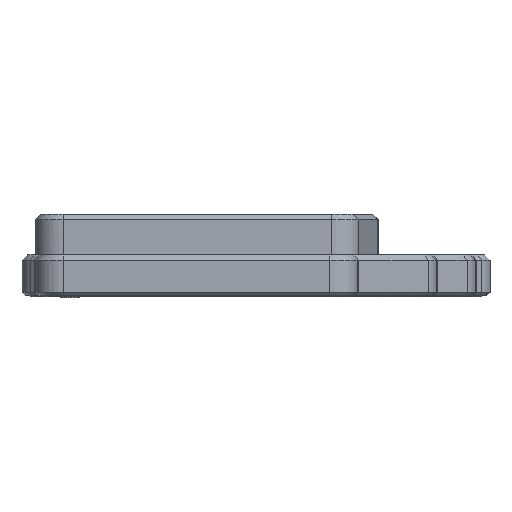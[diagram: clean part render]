
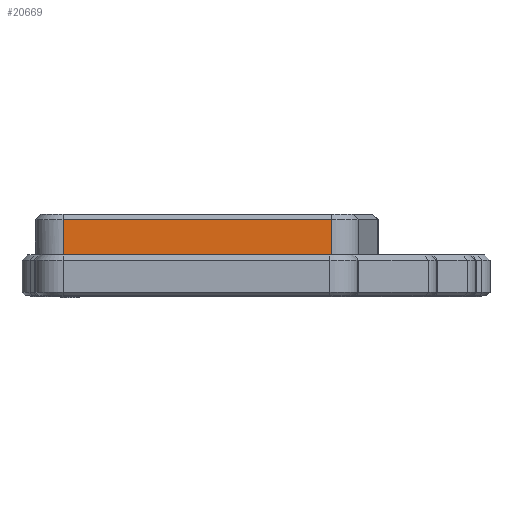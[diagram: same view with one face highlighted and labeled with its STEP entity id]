
A CAD part, left-side view. The second image highlights one B-rep face of the part: STEP entity #20669.
In plain terms, the highlighted planar face has unit normal (-1, 0, 0).
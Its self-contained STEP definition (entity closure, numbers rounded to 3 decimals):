
#572=CARTESIAN_POINT('',(-16.56,-38.776,4.1));
#573=VERTEX_POINT('',#572);
#581=CARTESIAN_POINT('',(-16.56,-38.776,10.8));
#582=VERTEX_POINT('',#581);
#583=CARTESIAN_POINT('',(-16.56,-38.776,10.8));
#584=DIRECTION('',(-0.,0.,-1.));
#585=VECTOR('',#584,6.7);
#586=LINE('',#583,#585);
#587=EDGE_CURVE('',#582,#573,#586,.T.);
#2898=CARTESIAN_POINT('',(-16.56,-89.676,4.1));
#2899=VERTEX_POINT('',#2898);
#2907=CARTESIAN_POINT('',(-16.56,-89.676,4.1));
#2908=DIRECTION('',(0.,1.,0.));
#2909=VECTOR('',#2908,50.9);
#2910=LINE('',#2907,#2909);
#2911=EDGE_CURVE('',#2899,#573,#2910,.T.);
#20635=CARTESIAN_POINT('',(-16.56,-89.676,10.8));
#20636=VERTEX_POINT('',#20635);
#20644=CARTESIAN_POINT('',(-16.56,-89.676,10.8));
#20645=DIRECTION('',(0.,0.,-1.));
#20646=VECTOR('',#20645,6.7);
#20647=LINE('',#20644,#20646);
#20648=EDGE_CURVE('',#20636,#2899,#20647,.T.);
#20653=CARTESIAN_POINT('',(-16.56,-32.041,11.65));
#20654=DIRECTION('',(-1.,0.,0.));
#20655=DIRECTION('',(0.,0.,-1.));
#20656=AXIS2_PLACEMENT_3D('',#20653,#20654,#20655);
#20657=PLANE('',#20656);
#20658=ORIENTED_EDGE('',*,*,#2911,.F.);
#20659=ORIENTED_EDGE('',*,*,#20648,.F.);
#20660=CARTESIAN_POINT('',(-16.56,-89.676,10.8));
#20661=DIRECTION('',(0.,1.,0.));
#20662=VECTOR('',#20661,50.9);
#20663=LINE('',#20660,#20662);
#20664=EDGE_CURVE('',#20636,#582,#20663,.T.);
#20665=ORIENTED_EDGE('',*,*,#20664,.T.);
#20666=ORIENTED_EDGE('',*,*,#587,.T.);
#20667=EDGE_LOOP('',(#20658,#20659,#20665,#20666));
#20668=FACE_BOUND('',#20667,.T.);
#20669=ADVANCED_FACE('',(#20668),#20657,.T.);
